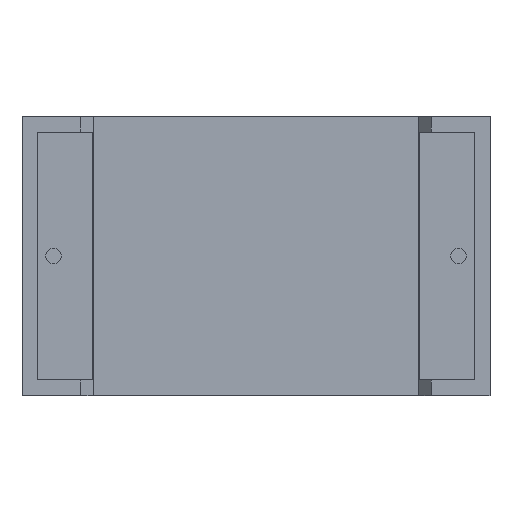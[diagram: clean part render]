
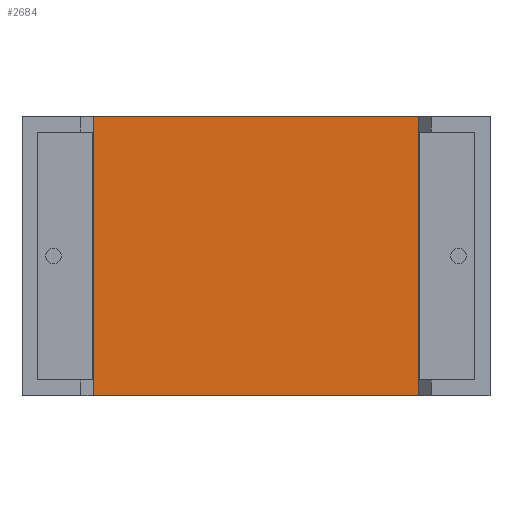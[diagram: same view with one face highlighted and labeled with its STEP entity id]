
A CAD part, front view. The second image highlights one B-rep face of the part: STEP entity #2684.
In plain terms, the highlighted planar face has unit normal (0, -1, 0).
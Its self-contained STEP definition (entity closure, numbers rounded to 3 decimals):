
#42 = PLANE ( 'NONE',  #1919 ) ;
#237 = VERTEX_POINT ( 'NONE', #1618 ) ;
#270 = FACE_OUTER_BOUND ( 'NONE', #2952, .T. ) ;
#308 = EDGE_CURVE ( 'NONE', #739, #660, #1086, .T. ) ;
#456 = CARTESIAN_POINT ( 'NONE',  ( 13., 0.845, 0. ) ) ;
#503 = LINE ( 'NONE', #1428, #746 ) ;
#660 = VERTEX_POINT ( 'NONE', #1287 ) ;
#739 = VERTEX_POINT ( 'NONE', #1128 ) ;
#746 = VECTOR ( 'NONE', #2378, 1000. ) ;
#759 = CARTESIAN_POINT ( 'NONE',  ( 13., 0.845, 0. ) ) ;
#785 = CARTESIAN_POINT ( 'NONE',  ( 13., 0.845, 15.5 ) ) ;
#924 = DIRECTION ( 'NONE',  ( -1., 0., 0. ) ) ;
#1004 = DIRECTION ( 'NONE',  ( -1., 0., 0. ) ) ;
#1086 = LINE ( 'NONE', #2726, #2589 ) ;
#1088 = ORIENTED_EDGE ( 'NONE', *, *, #1982, .F. ) ;
#1128 = CARTESIAN_POINT ( 'NONE',  ( 3.972, 0.845, 0. ) ) ;
#1287 = CARTESIAN_POINT ( 'NONE',  ( 3.972, 0.845, 15.5 ) ) ;
#1428 = CARTESIAN_POINT ( 'NONE',  ( 22.028, 0.845, 0. ) ) ;
#1431 = EDGE_CURVE ( 'NONE', #237, #660, #2951, .T. ) ;
#1618 = CARTESIAN_POINT ( 'NONE',  ( 22.028, 0.845, 15.5 ) ) ;
#1636 = LINE ( 'NONE', #456, #1770 ) ;
#1669 = DIRECTION ( 'NONE',  ( 0., 1., 0. ) ) ;
#1770 = VECTOR ( 'NONE', #924, 1000. ) ;
#1919 = AXIS2_PLACEMENT_3D ( 'NONE', #759, #1669, #1004 ) ;
#1982 = EDGE_CURVE ( 'NONE', #2500, #739, #1636, .T. ) ;
#1985 = VECTOR ( 'NONE', #1993, 1000. ) ;
#1993 = DIRECTION ( 'NONE',  ( -1., 0., 0. ) ) ;
#2055 = EDGE_CURVE ( 'NONE', #2500, #237, #503, .T. ) ;
#2243 = ORIENTED_EDGE ( 'NONE', *, *, #1431, .T. ) ;
#2358 = ORIENTED_EDGE ( 'NONE', *, *, #308, .F. ) ;
#2378 = DIRECTION ( 'NONE',  ( 0., 0., 1. ) ) ;
#2500 = VERTEX_POINT ( 'NONE', #2698 ) ;
#2515 = ORIENTED_EDGE ( 'NONE', *, *, #2055, .T. ) ;
#2589 = VECTOR ( 'NONE', #2759, 1000. ) ;
#2684 = ADVANCED_FACE ( 'NONE', ( #270 ), #42, .F. ) ;
#2698 = CARTESIAN_POINT ( 'NONE',  ( 22.028, 0.845, 0. ) ) ;
#2726 = CARTESIAN_POINT ( 'NONE',  ( 3.972, 0.845, 0. ) ) ;
#2759 = DIRECTION ( 'NONE',  ( 0., 0., 1. ) ) ;
#2951 = LINE ( 'NONE', #785, #1985 ) ;
#2952 = EDGE_LOOP ( 'NONE', ( #2243, #2358, #1088, #2515 ) ) ;
